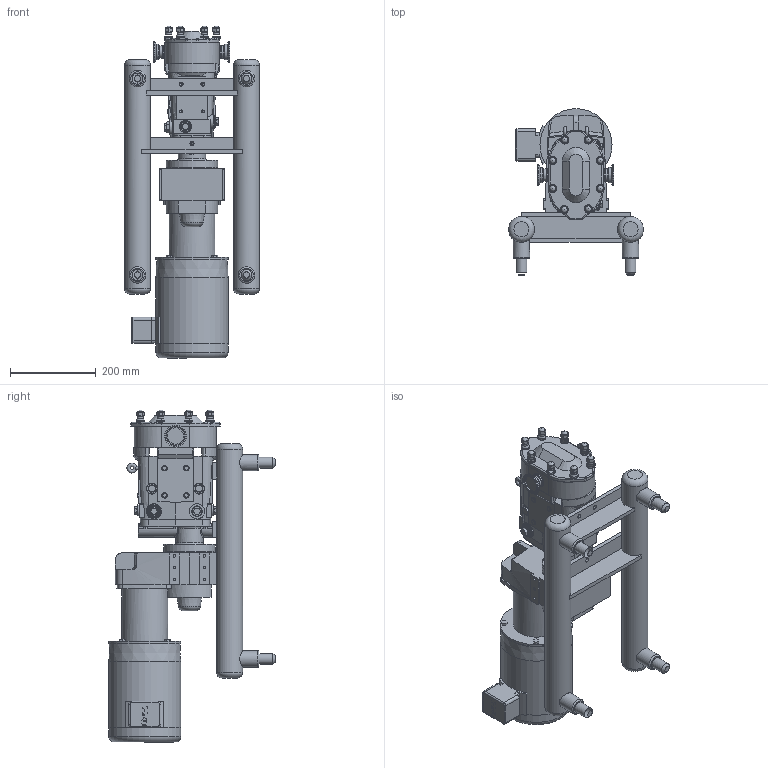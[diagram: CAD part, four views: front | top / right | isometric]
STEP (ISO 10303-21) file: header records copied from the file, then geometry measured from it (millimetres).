
FILE_DESCRIPTION(/* description */ (''),/* implementation_level */ '2;1');
FILE_NAME(/* name */ 'U3_006U3_56C_1x1_S-Line_0.5HP_LH_SM.stp',/* time_stamp */ '2021-05-24T19:07:30+06:00',/* author */ ('trtmhr'),/* organization */ (''),/* preprocessor_version */ 'ST-DEVELOPER v18.1',/* originating_system */ 'Autodesk Inventor 2020',/* authorisation */ '');
FILE_SCHEMA (('AUTOMOTIVE_DESIGN { 1 0 10303 214 3 1 1 }'));
Length unit declared in the file: inch
Products named in the file (1): U3_006U3_56C_1x1_S-Line_0.5HP_LH_SM
Bounding box: 314.32 x 387.91 x 773.28 mm (x, y, z)
Volume: 17814300.8 mm3; surface area: 937926.3 mm2
Topology: 5 solids, 5 shells, 1040 faces, 2840 edges, 1887 vertices
Faces by surface type: plane 513, cylinder 319, torus 79, cone 69, bspline 52, sphere 8
Full cylindrical faces by diameter (mm): 6.35 x12, 6.528 x4, 7.62 x2, 7.798 x1, 9.525 x3, 14.275 x8, 15.24 x1, 19.05 x8, 23.876 x3, 25.4 x11, 29.21 x2, 29.362 x4, 30.378 x2, 31.75 x3, 35.052 x2, 35.712 x2, 38.1 x6, 50.495 x2, 63.5 x1, 107.01 x1, 119.888 x1, 119.99 x1, 167.945 x1, 167.97 x1, 167.996 x1
Entity records: 34984 total; most frequent: CARTESIAN_POINT 8233, ORIENTED_EDGE 5654, DIRECTION 5630, EDGE_CURVE 2827, AXIS2_PLACEMENT_3D 2136, VERTEX_POINT 1887, LINE 1358, VECTOR 1358
